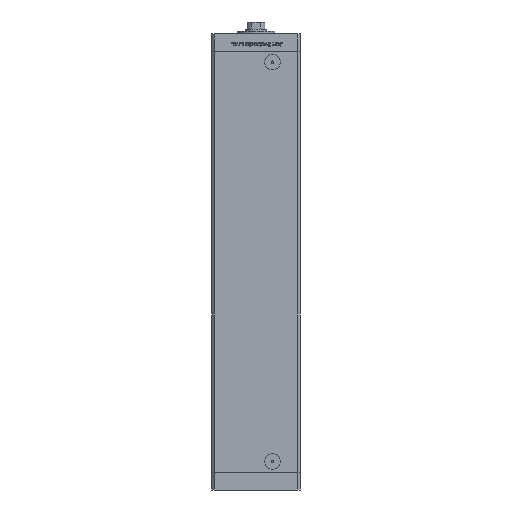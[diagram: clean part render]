
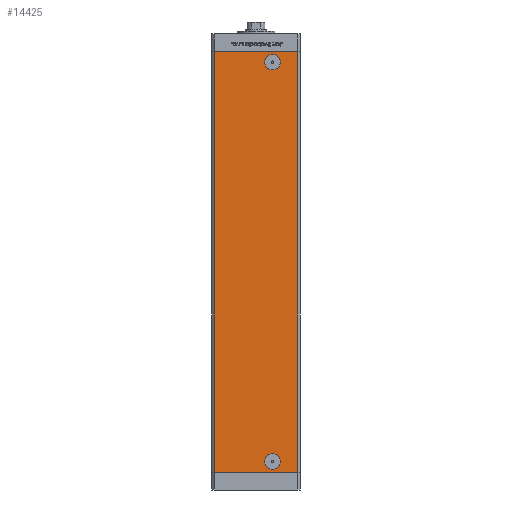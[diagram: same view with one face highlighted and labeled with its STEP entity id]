
A CAD part, front view. The second image highlights one B-rep face of the part: STEP entity #14425.
In plain terms, the highlighted planar face has unit normal (0, -1, 0).
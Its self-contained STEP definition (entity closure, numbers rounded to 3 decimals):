
#173 = VERTEX_POINT ( 'NONE', #37135 ) ;
#656 = CARTESIAN_POINT ( 'NONE',  ( -35.5, -32.5, 0. ) ) ;
#1276 = DIRECTION ( 'NONE',  ( 0., 1., 0. ) ) ;
#1497 = FACE_BOUND ( 'NONE', #30257, .T. ) ;
#2257 = ORIENTED_EDGE ( 'NONE', *, *, #4645, .F. ) ;
#2395 = VECTOR ( 'NONE', #3645, 1000. ) ;
#2537 = ORIENTED_EDGE ( 'NONE', *, *, #47998, .F. ) ;
#2655 = AXIS2_PLACEMENT_3D ( 'NONE', #41110, #1276, #4973 ) ;
#3645 = DIRECTION ( 'NONE',  ( 1., 0., 0. ) ) ;
#4095 = DIRECTION ( 'NONE',  ( 0., -1., 0. ) ) ;
#4645 = EDGE_CURVE ( 'NONE', #173, #25586, #12077, .T. ) ;
#4973 = DIRECTION ( 'NONE',  ( 0., 0., -1. ) ) ;
#5971 = DIRECTION ( 'NONE',  ( 0., 0., 1. ) ) ;
#7315 = CARTESIAN_POINT ( 'NONE',  ( -35.5, -32.5, 356. ) ) ;
#8204 = ORIENTED_EDGE ( 'NONE', *, *, #43955, .T. ) ;
#8697 = ORIENTED_EDGE ( 'NONE', *, *, #21095, .T. ) ;
#9727 = DIRECTION ( 'NONE',  ( 0., -1., 0. ) ) ;
#9776 = VERTEX_POINT ( 'NONE', #29750 ) ;
#11527 = ORIENTED_EDGE ( 'NONE', *, *, #51938, .F. ) ;
#11699 = AXIS2_PLACEMENT_3D ( 'NONE', #39109, #26459, #38851 ) ;
#11987 = VERTEX_POINT ( 'NONE', #31724 ) ;
#12077 = LINE ( 'NONE', #44796, #20736 ) ;
#12184 = VERTEX_POINT ( 'NONE', #34590 ) ;
#13045 = VERTEX_POINT ( 'NONE', #41121 ) ;
#14361 = DIRECTION ( 'NONE',  ( 0., 0., -1. ) ) ;
#14425 = ADVANCED_FACE ( 'NONE', ( #1497, #17610, #46076 ), #33685, .F. ) ;
#17610 = FACE_OUTER_BOUND ( 'NONE', #21987, .T. ) ;
#20736 = VECTOR ( 'NONE', #28178, 1000. ) ;
#20863 = VECTOR ( 'NONE', #14361, 1000. ) ;
#21095 = EDGE_CURVE ( 'NONE', #11987, #38089, #48160, .T. ) ;
#21791 = CIRCLE ( 'NONE', #30230, 6.58 ) ;
#21987 = EDGE_LOOP ( 'NONE', ( #34979, #2257, #11527, #8204 ) ) ;
#22355 = CIRCLE ( 'NONE', #49346, 6.58 ) ;
#22809 = LINE ( 'NONE', #33184, #20863 ) ;
#22923 = LINE ( 'NONE', #43477, #2395 ) ;
#24918 = DIRECTION ( 'NONE',  ( 1., 0., 0. ) ) ;
#25586 = VERTEX_POINT ( 'NONE', #41207 ) ;
#26022 = CARTESIAN_POINT ( 'NONE',  ( -35.5, -32.5, 356. ) ) ;
#26035 = EDGE_CURVE ( 'NONE', #9776, #25586, #36794, .T. ) ;
#26459 = DIRECTION ( 'NONE',  ( 0., 1., 0. ) ) ;
#28178 = DIRECTION ( 'NONE',  ( 0., 0., -1. ) ) ;
#29750 = CARTESIAN_POINT ( 'NONE',  ( -35.5, -32.5, 0. ) ) ;
#30230 = AXIS2_PLACEMENT_3D ( 'NONE', #35760, #4095, #32328 ) ;
#30257 = EDGE_LOOP ( 'NONE', ( #2537, #47439 ) ) ;
#31724 = CARTESIAN_POINT ( 'NONE',  ( 14., -32.5, 340.42 ) ) ;
#32328 = DIRECTION ( 'NONE',  ( 0., 0., -1. ) ) ;
#33020 = VECTOR ( 'NONE', #24918, 1000. ) ;
#33184 = CARTESIAN_POINT ( 'NONE',  ( -35.5, -32.5, 356. ) ) ;
#33685 = PLANE ( 'NONE',  #45448 ) ;
#34590 = CARTESIAN_POINT ( 'NONE',  ( 14., -32.5, 2.42 ) ) ;
#34979 = ORIENTED_EDGE ( 'NONE', *, *, #26035, .T. ) ;
#35760 = CARTESIAN_POINT ( 'NONE',  ( 14., -32.5, 9. ) ) ;
#36794 = LINE ( 'NONE', #656, #33020 ) ;
#37135 = CARTESIAN_POINT ( 'NONE',  ( 35.5, -32.5, 356. ) ) ;
#38000 = EDGE_CURVE ( 'NONE', #13045, #12184, #22355, .T. ) ;
#38089 = VERTEX_POINT ( 'NONE', #43984 ) ;
#38851 = DIRECTION ( 'NONE',  ( 0., 0., -1. ) ) ;
#39109 = CARTESIAN_POINT ( 'NONE',  ( 14., -32.5, 347. ) ) ;
#41110 = CARTESIAN_POINT ( 'NONE',  ( 14., -32.5, 347. ) ) ;
#41121 = CARTESIAN_POINT ( 'NONE',  ( 14., -32.5, 15.58 ) ) ;
#41207 = CARTESIAN_POINT ( 'NONE',  ( 35.5, -32.5, 0. ) ) ;
#42105 = DIRECTION ( 'NONE',  ( 0., 1., 0. ) ) ;
#42690 = DIRECTION ( 'NONE',  ( 0., 0., -1. ) ) ;
#43477 = CARTESIAN_POINT ( 'NONE',  ( -35.5, -32.5, 356. ) ) ;
#43955 = EDGE_CURVE ( 'NONE', #45816, #9776, #22809, .T. ) ;
#43984 = CARTESIAN_POINT ( 'NONE',  ( 14., -32.5, 353.58 ) ) ;
#44796 = CARTESIAN_POINT ( 'NONE',  ( 35.5, -32.5, 356. ) ) ;
#45448 = AXIS2_PLACEMENT_3D ( 'NONE', #26022, #42105, #5971 ) ;
#45816 = VERTEX_POINT ( 'NONE', #7315 ) ;
#45878 = CARTESIAN_POINT ( 'NONE',  ( 14., -32.5, 9. ) ) ;
#46076 = FACE_BOUND ( 'NONE', #49968, .T. ) ;
#47098 = CIRCLE ( 'NONE', #11699, 6.58 ) ;
#47439 = ORIENTED_EDGE ( 'NONE', *, *, #38000, .F. ) ;
#47998 = EDGE_CURVE ( 'NONE', #12184, #13045, #21791, .T. ) ;
#48043 = EDGE_CURVE ( 'NONE', #38089, #11987, #47098, .T. ) ;
#48160 = CIRCLE ( 'NONE', #2655, 6.58 ) ;
#49346 = AXIS2_PLACEMENT_3D ( 'NONE', #45878, #9727, #42690 ) ;
#49968 = EDGE_LOOP ( 'NONE', ( #8697, #50035 ) ) ;
#50035 = ORIENTED_EDGE ( 'NONE', *, *, #48043, .T. ) ;
#51938 = EDGE_CURVE ( 'NONE', #45816, #173, #22923, .T. ) ;
